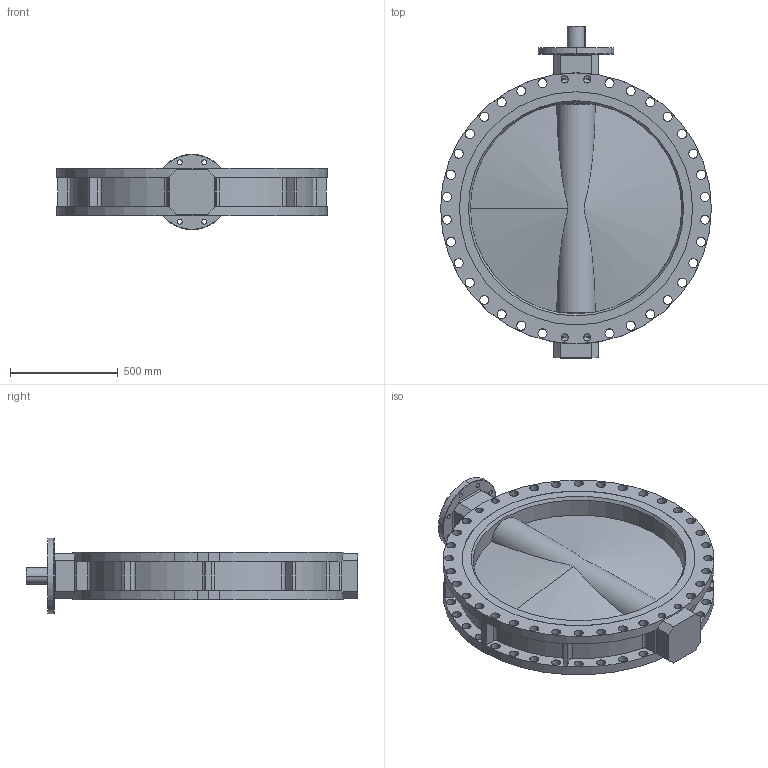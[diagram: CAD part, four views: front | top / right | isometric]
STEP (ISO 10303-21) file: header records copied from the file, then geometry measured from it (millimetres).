
FILE_DESCRIPTION (( 'STEP AP214' ), '1' );
FILE_NAME ('D41000._A.step', '2013-07-30T15:18:59', ( 'mbuehlmann' ), ( '' ), 'SwSTEP 2.0', 'SolidWorks 2012', '' );
FILE_SCHEMA (( 'AUTOMOTIVE_DESIGN' ));
Length unit declared in the file: millimetre
Products named in the file (5): ia-Keil_ia-Keil1000; ia-scheibe250_ia-scheibe1000; ia-Dichtungbasic_Dichtung1000; BO.D41000._W; D41000._A
Assembly tree (4 placements, depth 2):
  D41000._A
    BO.D41000._W
    ia-Dichtungbasic_Dichtung1000
    ia-scheibe250_ia-scheibe1000
    ia-Keil_ia-Keil1000
Bounding box: 1255 x 1538 x 350 mm (x, y, z)
Volume: 136655045 mm3; surface area: 6947918.6 mm2
Topology: 4 solids, 4 shells, 313 faces, 876 edges, 564 vertices
Faces by surface type: cylinder 210, plane 57, cone 32, torus 12, sphere 2
Entity records: 11187 total; most frequent: CARTESIAN_POINT 2216, DIRECTION 1919, ORIENTED_EDGE 1714, EDGE_CURVE 857, AXIS2_PLACEMENT_3D 782, VERTEX_POINT 563, EDGE_LOOP 474, CIRCLE 462
